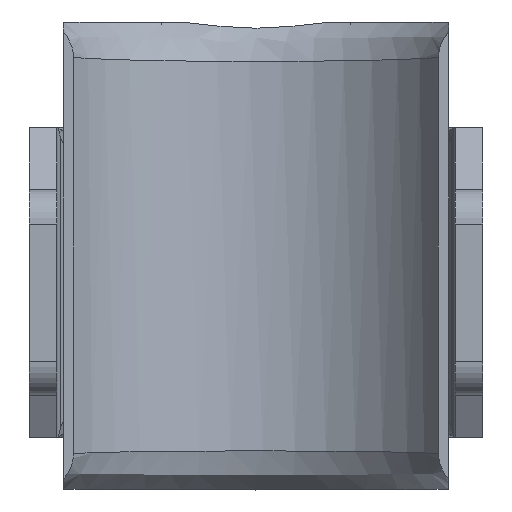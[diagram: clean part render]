
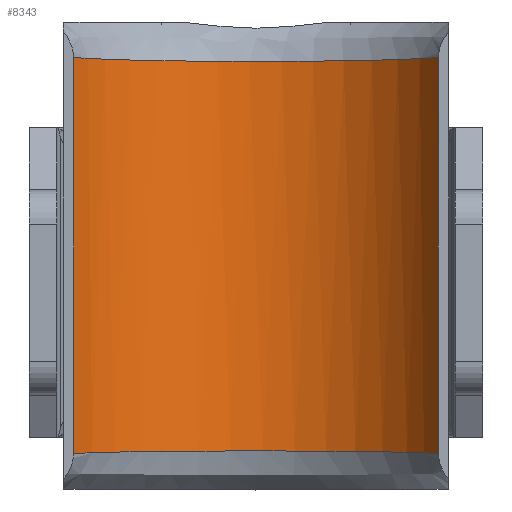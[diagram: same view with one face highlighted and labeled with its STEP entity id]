
A CAD part, front view. The second image highlights one B-rep face of the part: STEP entity #8343.
In plain terms, the highlighted cylindrical face has radius 15.5 mm (diameter 31 mm), a partial arc.
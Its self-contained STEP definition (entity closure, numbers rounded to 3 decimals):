
#361 = CARTESIAN_POINT ( 'NONE',  ( -5.219, -0.901, 14.194 ) ) ;
#505 = CARTESIAN_POINT ( 'NONE',  ( 9.555, -3.291, 14.261 ) ) ;
#570 = CARTESIAN_POINT ( 'NONE',  ( 5.214, -0.888, 14.194 ) ) ;
#637 = CARTESIAN_POINT ( 'NONE',  ( -8.205, -2.333, 14.233 ) ) ;
#749 = ORIENTED_EDGE ( 'NONE', *, *, #6176, .T. ) ;
#899 = CARTESIAN_POINT ( 'NONE',  ( -2.648, -0.17, -14.176 ) ) ;
#1029 = EDGE_CURVE ( 'NONE', #5843, #12069, #3668, .T. ) ;
#1141 = CARTESIAN_POINT ( 'NONE',  ( 13.276, -7.5, 14.404 ) ) ;
#1162 = EDGE_CURVE ( 'NONE', #12069, #7133, #5757, .T. ) ;
#1473 = CARTESIAN_POINT ( 'NONE',  ( -11.761, -5.318, 14.325 ) ) ;
#1541 = CARTESIAN_POINT ( 'NONE',  ( -10.33, -3.939, 14.28 ) ) ;
#1627 = DIRECTION ( 'NONE',  ( 0., 0., -1. ) ) ;
#1668 = CARTESIAN_POINT ( 'NONE',  ( -7.054, -1.682, 14.215 ) ) ;
#1723 = CARTESIAN_POINT ( 'NONE',  ( -10.322, -3.932, -14.28 ) ) ;
#1928 = CARTESIAN_POINT ( 'NONE',  ( -8.75, -2.689, -14.243 ) ) ;
#1997 = CARTESIAN_POINT ( 'NONE',  ( -8.195, -2.327, -14.232 ) ) ;
#2128 = CARTESIAN_POINT ( 'NONE',  ( 13.276, -7.5, -14.404 ) ) ;
#2513 = CARTESIAN_POINT ( 'NONE',  ( -10.575, -4.163, 14.288 ) ) ;
#2833 = CARTESIAN_POINT ( 'NONE',  ( 12.584, -6.352, -14.36 ) ) ;
#2969 = CARTESIAN_POINT ( 'NONE',  ( 2.66, -0.172, -14.176 ) ) ;
#3038 = CARTESIAN_POINT ( 'NONE',  ( 5.227, -0.893, -14.194 ) ) ;
#3056 = VECTOR ( 'NONE', #5658, 1000. ) ;
#3481 = CARTESIAN_POINT ( 'NONE',  ( -1.348, -0.001, 14.172 ) ) ;
#3549 = CARTESIAN_POINT ( 'NONE',  ( -9.823, -3.506, 14.267 ) ) ;
#3668 = LINE ( 'NONE', #13236, #9996 ) ;
#3679 = CARTESIAN_POINT ( 'NONE',  ( 8.752, -2.69, 14.243 ) ) ;
#3860 = ORIENTED_EDGE ( 'NONE', *, *, #1162, .T. ) ;
#3867 = CARTESIAN_POINT ( 'NONE',  ( 13.276, -7.5, -14.404 ) ) ;
#4002 = CARTESIAN_POINT ( 'NONE',  ( 9.828, -3.509, -14.267 ) ) ;
#4067 = CARTESIAN_POINT ( 'NONE',  ( -6.447, -1.389, -14.207 ) ) ;
#4138 = CARTESIAN_POINT ( 'NONE',  ( -11.724, -5.34, -14.326 ) ) ;
#4684 = CARTESIAN_POINT ( 'NONE',  ( 13.276, -7.5, 17. ) ) ;
#4720 = CARTESIAN_POINT ( 'NONE',  ( 4.575, -0.676, 14.188 ) ) ;
#4737 = CYLINDRICAL_SURFACE ( 'NONE', #9252, 15.5 ) ;
#4787 = CARTESIAN_POINT ( 'NONE',  ( -6.458, -1.394, 14.207 ) ) ;
#4855 = CARTESIAN_POINT ( 'NONE',  ( 9.817, -3.5, 14.267 ) ) ;
#5016 = DIRECTION ( 'NONE',  ( -1., 0., 0. ) ) ;
#5119 = CARTESIAN_POINT ( 'NONE',  ( -1.335, 0.001, -14.172 ) ) ;
#5181 = CARTESIAN_POINT ( 'NONE',  ( -9.814, -3.498, -14.267 ) ) ;
#5359 = CARTESIAN_POINT ( 'NONE',  ( 12.93, -6.926, 14.382 ) ) ;
#5628 = CARTESIAN_POINT ( 'NONE',  ( 7.044, -1.677, 14.214 ) ) ;
#5658 = DIRECTION ( 'NONE',  ( 0., 0., -1. ) ) ;
#5757 = B_SPLINE_CURVE_WITH_KNOTS ( 'NONE', 3,
 ( #11310, #7129, #7337, #4138, #8299, #10398, #1723, #5181, #6023, #1928, #1997, #13514, #4067, #7263, #8094, #8374, #12539, #899, #5119, #8165, #2969, #10259, #3038, #7062, #9416, #9345, #11377, #10324, #4002, #12342, #11507, #13648, #2833, #3867 ),
 .UNSPECIFIED., .F., .F.,
 ( 4, 2, 2, 2, 2, 2, 2, 2, 2, 2, 2, 2, 2, 2, 2, 2, 4 ),
 ( 0., 0.002, 0.004, 0.005, 0.006, 0.008, 0.01, 0.011, 0.012, 0.016, 0.02, 0.022, 0.024, 0.026, 0.027, 0.028, 0.032 ),
 .UNSPECIFIED. ) ;
#5765 = CARTESIAN_POINT ( 'NONE',  ( 10.568, -4.157, 14.287 ) ) ;
#5843 = VERTEX_POINT ( 'NONE', #13543 ) ;
#5890 = VERTEX_POINT ( 'NONE', #8609 ) ;
#6023 = CARTESIAN_POINT ( 'NONE',  ( -9.552, -3.288, -14.261 ) ) ;
#6176 = EDGE_CURVE ( 'NONE', #5890, #5843, #8415, .T. ) ;
#6724 = DIRECTION ( 'NONE',  ( 0., 0., -1. ) ) ;
#6738 = CARTESIAN_POINT ( 'NONE',  ( 6.447, -1.389, 14.207 ) ) ;
#7062 = CARTESIAN_POINT ( 'NONE',  ( 6.46, -1.395, -14.207 ) ) ;
#7129 = CARTESIAN_POINT ( 'NONE',  ( -12.93, -6.926, -14.382 ) ) ;
#7133 = VERTEX_POINT ( 'NONE', #2128 ) ;
#7161 = FACE_OUTER_BOUND ( 'NONE', #13571, .T. ) ;
#7165 = EDGE_CURVE ( 'NONE', #5890, #7133, #7872, .T. ) ;
#7263 = CARTESIAN_POINT ( 'NONE',  ( -5.522, -1.013, -14.197 ) ) ;
#7337 = CARTESIAN_POINT ( 'NONE',  ( -12.548, -6.377, -14.362 ) ) ;
#7706 = CARTESIAN_POINT ( 'NONE',  ( -5.533, -1.017, 14.197 ) ) ;
#7777 = CARTESIAN_POINT ( 'NONE',  ( -4.584, -0.69, 14.189 ) ) ;
#7872 = LINE ( 'NONE', #4684, #3056 ) ;
#7908 = CARTESIAN_POINT ( 'NONE',  ( -13.276, -7.5, 14.404 ) ) ;
#7973 = CARTESIAN_POINT ( 'NONE',  ( 11.28, -4.849, 14.31 ) ) ;
#8094 = CARTESIAN_POINT ( 'NONE',  ( -5.207, -0.897, -14.194 ) ) ;
#8165 = CARTESIAN_POINT ( 'NONE',  ( 1.347, -0.001, -14.172 ) ) ;
#8299 = CARTESIAN_POINT ( 'NONE',  ( -11.28, -4.849, -14.31 ) ) ;
#8343 = ADVANCED_FACE ( 'NONE', ( #7161 ), #4737, .F. ) ;
#8374 = CARTESIAN_POINT ( 'NONE',  ( -4.572, -0.686, -14.189 ) ) ;
#8415 = B_SPLINE_CURVE_WITH_KNOTS ( 'NONE', 3,
 ( #1141, #5359, #9590, #13123, #7973, #5765, #9862, #4855, #505, #3679, #12979, #5628, #6738, #570, #4720, #8949, #13184, #3481, #10065, #10986, #7777, #361, #7706, #4787, #1668, #637, #10004, #12025, #3549, #1541, #2513, #1473, #10131, #7908 ),
 .UNSPECIFIED., .F., .F.,
 ( 4, 2, 2, 2, 2, 2, 2, 2, 2, 2, 2, 2, 2, 2, 2, 2, 4 ),
 ( 0., 0.002, 0.004, 0.005, 0.006, 0.008, 0.01, 0.012, 0.016, 0.02, 0.021, 0.022, 0.024, 0.026, 0.027, 0.028, 0.032 ),
 .UNSPECIFIED. ) ;
#8609 = CARTESIAN_POINT ( 'NONE',  ( 13.276, -7.5, 14.404 ) ) ;
#8949 = CARTESIAN_POINT ( 'NONE',  ( 2.647, -0.17, 14.176 ) ) ;
#9252 = AXIS2_PLACEMENT_3D ( 'NONE', #12308, #1627, #5016 ) ;
#9345 = CARTESIAN_POINT ( 'NONE',  ( 8.208, -2.335, -14.233 ) ) ;
#9416 = CARTESIAN_POINT ( 'NONE',  ( 7.056, -1.683, -14.215 ) ) ;
#9590 = CARTESIAN_POINT ( 'NONE',  ( 12.548, -6.376, 14.362 ) ) ;
#9862 = CARTESIAN_POINT ( 'NONE',  ( 10.323, -3.933, 14.28 ) ) ;
#9923 = ORIENTED_EDGE ( 'NONE', *, *, #1029, .T. ) ;
#9996 = VECTOR ( 'NONE', #6724, 1000. ) ;
#10004 = CARTESIAN_POINT ( 'NONE',  ( -8.76, -2.695, 14.243 ) ) ;
#10065 = CARTESIAN_POINT ( 'NONE',  ( -2.66, -0.172, 14.176 ) ) ;
#10122 = ORIENTED_EDGE ( 'NONE', *, *, #7165, .F. ) ;
#10131 = CARTESIAN_POINT ( 'NONE',  ( -12.584, -6.352, 14.36 ) ) ;
#10259 = CARTESIAN_POINT ( 'NONE',  ( 4.588, -0.68, -14.188 ) ) ;
#10324 = CARTESIAN_POINT ( 'NONE',  ( 9.566, -3.3, -14.261 ) ) ;
#10398 = CARTESIAN_POINT ( 'NONE',  ( -10.567, -4.156, -14.287 ) ) ;
#10986 = CARTESIAN_POINT ( 'NONE',  ( -4.265, -0.595, 14.186 ) ) ;
#11310 = CARTESIAN_POINT ( 'NONE',  ( -13.276, -7.5, -14.404 ) ) ;
#11377 = CARTESIAN_POINT ( 'NONE',  ( 8.763, -2.698, -14.243 ) ) ;
#11507 = CARTESIAN_POINT ( 'NONE',  ( 10.578, -4.166, -14.288 ) ) ;
#11784 = CARTESIAN_POINT ( 'NONE',  ( -13.276, -7.5, -14.404 ) ) ;
#12025 = CARTESIAN_POINT ( 'NONE',  ( -9.561, -3.296, 14.261 ) ) ;
#12069 = VERTEX_POINT ( 'NONE', #11784 ) ;
#12308 = CARTESIAN_POINT ( 'NONE',  ( 0., -15.5, 17. ) ) ;
#12342 = CARTESIAN_POINT ( 'NONE',  ( 10.333, -3.942, -14.281 ) ) ;
#12539 = CARTESIAN_POINT ( 'NONE',  ( -4.253, -0.591, -14.186 ) ) ;
#12979 = CARTESIAN_POINT ( 'NONE',  ( 8.196, -2.327, 14.232 ) ) ;
#13123 = CARTESIAN_POINT ( 'NONE',  ( 11.724, -5.339, 14.326 ) ) ;
#13184 = CARTESIAN_POINT ( 'NONE',  ( 1.334, 0.001, 14.172 ) ) ;
#13236 = CARTESIAN_POINT ( 'NONE',  ( -13.276, -7.5, 17. ) ) ;
#13514 = CARTESIAN_POINT ( 'NONE',  ( -7.044, -1.677, -14.214 ) ) ;
#13543 = CARTESIAN_POINT ( 'NONE',  ( -13.276, -7.5, 14.404 ) ) ;
#13571 = EDGE_LOOP ( 'NONE', ( #9923, #3860, #10122, #749 ) ) ;
#13648 = CARTESIAN_POINT ( 'NONE',  ( 11.762, -5.319, -14.325 ) ) ;
